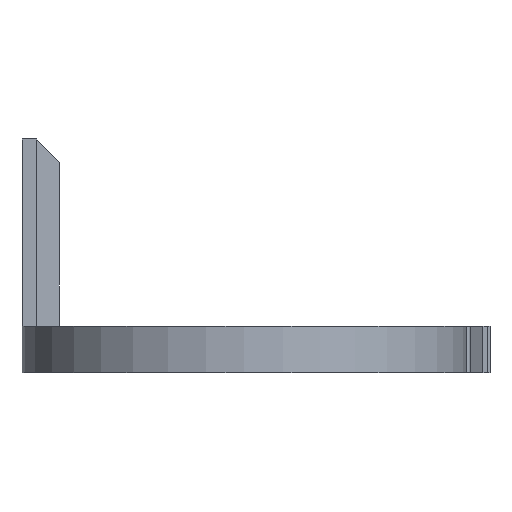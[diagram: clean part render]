
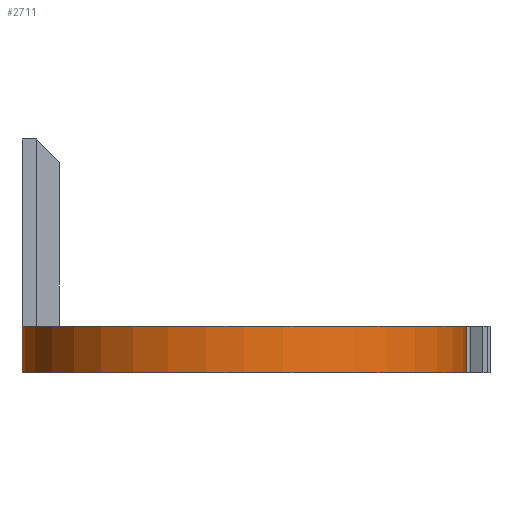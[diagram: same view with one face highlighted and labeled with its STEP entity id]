
A CAD part, left-side view. The second image highlights one B-rep face of the part: STEP entity #2711.
In plain terms, the highlighted cylindrical face has radius 47.5 mm (diameter 95 mm), a partial arc.
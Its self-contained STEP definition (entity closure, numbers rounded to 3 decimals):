
#134=CIRCLE('',#2868,47.5);
#166=CIRCLE('',#2901,47.5);
#569=ORIENTED_EDGE('',*,*,#1211,.F.);
#570=ORIENTED_EDGE('',*,*,#1056,.F.);
#571=ORIENTED_EDGE('',*,*,#1112,.T.);
#572=ORIENTED_EDGE('',*,*,#1317,.T.);
#1056=EDGE_CURVE('',#1465,#1463,#1733,.T.);
#1112=EDGE_CURVE('',#1465,#1517,#134,.T.);
#1211=EDGE_CURVE('',#1463,#1606,#166,.T.);
#1317=EDGE_CURVE('',#1517,#1606,#1904,.T.);
#1463=VERTEX_POINT('',#3922);
#1465=VERTEX_POINT('',#3926);
#1517=VERTEX_POINT('',#4035);
#1606=VERTEX_POINT('',#4225);
#1733=LINE('',#3927,#2044);
#1904=LINE('',#4427,#2215);
#2044=VECTOR('',#3123,1000.);
#2215=VECTOR('',#3508,1000.);
#2367=EDGE_LOOP('',(#569,#570,#571,#572));
#2520=FACE_BOUND('',#2367,.T.);
#2639=CYLINDRICAL_SURFACE('',#2959,47.5);
#2711=ADVANCED_FACE('',(#2520),#2639,.T.);
#2868=AXIS2_PLACEMENT_3D('',#4036,#3202,#3203);
#2901=AXIS2_PLACEMENT_3D('',#4224,#3335,#3336);
#2959=AXIS2_PLACEMENT_3D('',#4462,#3536,#3537);
#3123=DIRECTION('',(0.,0.,-1.));
#3202=DIRECTION('',(0.,0.,-1.));
#3203=DIRECTION('',(1.,0.,0.));
#3335=DIRECTION('',(0.,0.,-1.));
#3336=DIRECTION('',(1.,0.,0.));
#3508=DIRECTION('',(0.,0.,-1.));
#3536=DIRECTION('',(0.,0.,-1.));
#3537=DIRECTION('',(-1.,0.,0.));
#3922=CARTESIAN_POINT('',(-56.,-47.5,-5.));
#3926=CARTESIAN_POINT('',(-56.,-47.5,5.));
#3927=CARTESIAN_POINT('',(-56.,-47.5,5.));
#4035=CARTESIAN_POINT('',(-56.,47.5,5.));
#4036=CARTESIAN_POINT('',(-56.,0.,5.));
#4224=CARTESIAN_POINT('',(-56.,0.,-5.));
#4225=CARTESIAN_POINT('',(-56.,47.5,-5.));
#4427=CARTESIAN_POINT('',(-56.,47.5,5.));
#4462=CARTESIAN_POINT('',(-56.,0.,5.));
